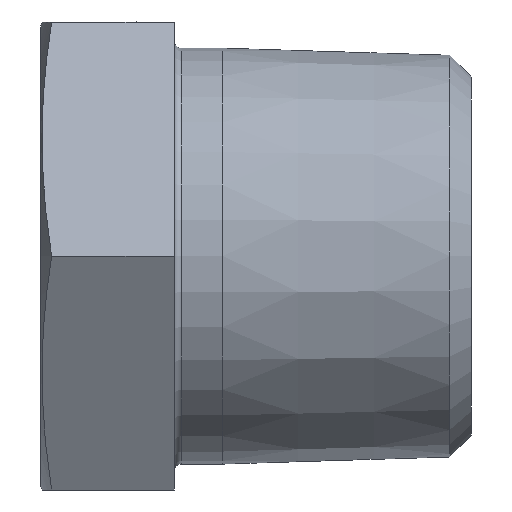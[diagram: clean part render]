
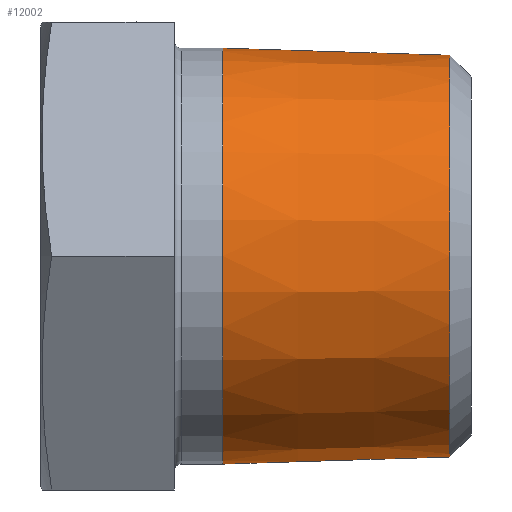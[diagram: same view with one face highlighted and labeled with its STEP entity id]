
A CAD part, front view. The second image highlights one B-rep face of the part: STEP entity #12002.
In plain terms, the highlighted conical face has half-angle 1.79 degrees and reference radius 8.331 mm.
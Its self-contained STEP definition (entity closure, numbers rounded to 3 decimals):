
#214 = FACE_OUTER_BOUND ( 'NONE', #4221, .T. ) ;
#584 = DIRECTION ( 'NONE',  ( -1., 0., 0. ) ) ;
#1635 = CARTESIAN_POINT ( 'NONE',  ( 11.1, 0., 0. ) ) ;
#1769 = CARTESIAN_POINT ( 'NONE',  ( 16.616, 0., -8.159 ) ) ;
#1922 = CARTESIAN_POINT ( 'NONE',  ( 16.616, 0., 0. ) ) ;
#2436 = FACE_BOUND ( 'NONE', #9068, .T. ) ;
#2913 = CIRCLE ( 'NONE', #18308, 8.159 ) ;
#4221 = EDGE_LOOP ( 'NONE', ( #4502 ) ) ;
#4502 = ORIENTED_EDGE ( 'NONE', *, *, #9036, .F. ) ;
#4520 = DIRECTION ( 'NONE',  ( -1., 0., 0. ) ) ;
#5690 = DIRECTION ( 'NONE',  ( 0., 0., 1. ) ) ;
#6451 = DIRECTION ( 'NONE',  ( 0., 0., 1. ) ) ;
#8762 = AXIS2_PLACEMENT_3D ( 'NONE', #13752, #584, #6451 ) ;
#8931 = EDGE_CURVE ( 'NONE', #15155, #15155, #2913, .T. ) ;
#9036 = EDGE_CURVE ( 'NONE', #12246, #12246, #12738, .T. ) ;
#9068 = EDGE_LOOP ( 'NONE', ( #17071 ) ) ;
#10500 = DIRECTION ( 'NONE',  ( -1., 0., 0. ) ) ;
#12002 = ADVANCED_FACE ( 'NONE', ( #2436, #214 ), #13479, .T. ) ;
#12213 = DIRECTION ( 'NONE',  ( 0., 0., -1. ) ) ;
#12246 = VERTEX_POINT ( 'NONE', #18051 ) ;
#12567 = AXIS2_PLACEMENT_3D ( 'NONE', #1635, #4520, #5690 ) ;
#12738 = CIRCLE ( 'NONE', #8762, 8.447 ) ;
#13479 = CONICAL_SURFACE ( 'NONE', #12567, 8.331, 0.031 ) ;
#13752 = CARTESIAN_POINT ( 'NONE',  ( 7.4, 0., 0. ) ) ;
#15155 = VERTEX_POINT ( 'NONE', #1769 ) ;
#17071 = ORIENTED_EDGE ( 'NONE', *, *, #8931, .T. ) ;
#18051 = CARTESIAN_POINT ( 'NONE',  ( 7.4, 0., 8.447 ) ) ;
#18308 = AXIS2_PLACEMENT_3D ( 'NONE', #1922, #10500, #12213 ) ;
